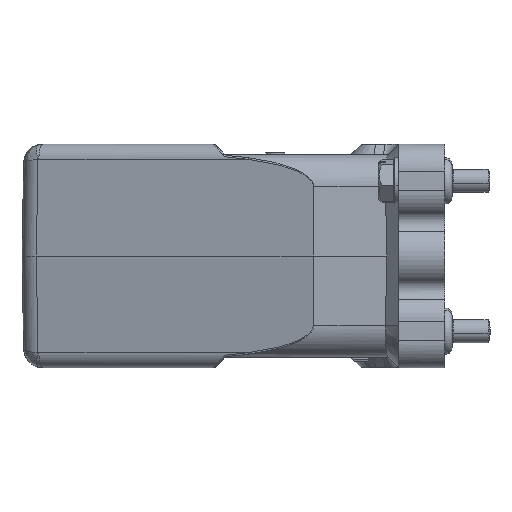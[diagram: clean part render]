
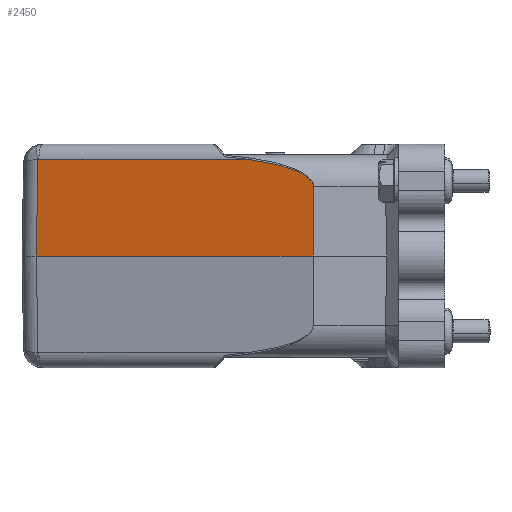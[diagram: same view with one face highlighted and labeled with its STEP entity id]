
A CAD part, left-side view. The second image highlights one B-rep face of the part: STEP entity #2450.
In plain terms, the highlighted planar face has unit normal (-0.966, 0.259, 0.018).
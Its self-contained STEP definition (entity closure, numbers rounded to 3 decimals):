
#743=PLANE('',#10807);
#1160=LINE('',#15701,#1857);
#1161=LINE('',#15708,#1858);
#1162=LINE('',#15710,#1859);
#1857=VECTOR('',#12026,1.);
#1858=VECTOR('',#12029,1.);
#1859=VECTOR('',#12030,1.);
#2450=ADVANCED_FACE('NONE',(#3104),#743,.T.);
#3104=FACE_OUTER_BOUND('',#3702,.T.);
#3702=EDGE_LOOP('',(#4961,#4962,#4963,#4964,#4965,#4966));
#4961=ORIENTED_EDGE('',*,*,#8738,.F.);
#4962=ORIENTED_EDGE('',*,*,#8741,.T.);
#4963=ORIENTED_EDGE('',*,*,#8804,.F.);
#4964=ORIENTED_EDGE('',*,*,#8805,.F.);
#4965=ORIENTED_EDGE('',*,*,#8806,.F.);
#4966=ORIENTED_EDGE('',*,*,#8802,.T.);
#7589=VERTEX_POINT('',#14490);
#7607=VERTEX_POINT('',#14927);
#7608=VERTEX_POINT('',#15010);
#7649=VERTEX_POINT('',#15702);
#7650=VERTEX_POINT('',#15709);
#7651=VERTEX_POINT('',#15711);
#8738=EDGE_CURVE('NONE',#7589,#7607,#9984,.T.);
#8741=EDGE_CURVE('NONE',#7589,#7608,#9987,.T.);
#8802=EDGE_CURVE('NONE',#7649,#7607,#1160,.T.);
#8804=EDGE_CURVE('NONE',#7650,#7608,#1161,.T.);
#8805=EDGE_CURVE('NONE',#7651,#7650,#1162,.T.);
#8806=EDGE_CURVE('NONE',#7649,#7651,#10027,.T.);
#9984=B_SPLINE_CURVE_WITH_KNOTS('',3,(#14923,#14924,#14925,#14926),
 .UNSPECIFIED.,.F.,.F.,(4,4),(0.,1.),.UNSPECIFIED.);
#9987=B_SPLINE_CURVE_WITH_KNOTS('',3,(#15011,#15012,#15013,#15014,#15015,
#15016,#15017),.UNSPECIFIED.,.F.,.F.,(4,3,4),(0.,0.01,1.),
 .UNSPECIFIED.);
#10027=B_SPLINE_CURVE_WITH_KNOTS('',3,(#15712,#15713,#15714,#15715,#15716,
#15717,#15718,#15719,#15720,#15721,#15722,#15723,#15724,#15725,#15726,#15727,
#15728,#15729,#15730,#15731,#15732,#15733,#15734,#15735,#15736,#15737,#15738,
#15739,#15740,#15741,#15742,#15743,#15744,#15745,#15746,#15747,#15748,#15749,
#15750,#15751,#15752,#15753,#15754,#15755,#15756,#15757,#15758,#15759,#15760,
#15761,#15762,#15763,#15764,#15765,#15766,#15767,#15768,#15769,#15770,#15771),
 .UNSPECIFIED.,.F.,.F.,(4,2,2,2,1,1,1,1,1,2,2,2,2,1,1,1,1,1,2,2,2,2,2,1,
1,1,1,1,1,2,2,2,2,2,2,2,2,4),(0.,0.063,0.094,
0.109,0.117,0.121,0.123,
0.124,0.125,0.125,0.125,
0.188,0.219,0.234,0.242,
0.246,0.248,0.249,0.25,
0.25,0.375,0.438,0.469,
0.484,0.492,0.496,0.498,
0.499,0.5,0.5,0.5,
0.625,0.688,0.75,0.813,
0.875,0.938,1.),.UNSPECIFIED.);
#10807=AXIS2_PLACEMENT_3D('',#15772,#12031,#12032);
#12026=DIRECTION('',(0.259,0.966,0.));
#12029=DIRECTION('',(0.259,0.966,0.));
#12030=DIRECTION('',(-0.017,0.002,-1.));
#12031=DIRECTION('',(-0.966,0.259,0.017));
#12032=DIRECTION('',(-0.259,-0.966,0.));
#14490=CARTESIAN_POINT('',(-41.907,105.857,25.04));
#14923=CARTESIAN_POINT('',(-41.907,105.857,25.04));
#14924=CARTESIAN_POINT('',(-41.928,105.778,25.06));
#14925=CARTESIAN_POINT('',(-41.95,105.697,25.07));
#14926=CARTESIAN_POINT('',(-41.972,105.615,25.07));
#14927=CARTESIAN_POINT('',(-41.972,105.615,25.07));
#15010=CARTESIAN_POINT('',(-42.243,106.295,0.));
#15011=CARTESIAN_POINT('',(-41.904,105.853,25.29));
#15012=CARTESIAN_POINT('',(-41.905,105.854,25.207));
#15013=CARTESIAN_POINT('',(-41.906,105.856,25.124));
#15014=CARTESIAN_POINT('',(-41.908,105.857,25.04));
#15015=CARTESIAN_POINT('',(-42.019,106.003,16.693));
#15016=CARTESIAN_POINT('',(-42.131,106.149,8.347));
#15017=CARTESIAN_POINT('',(-42.243,106.295,0.));
#15701=CARTESIAN_POINT('',(-40.827,109.887,25.07));
#15702=CARTESIAN_POINT('',(-56.529,51.287,25.07));
#15708=CARTESIAN_POINT('',(-41.25,110.,0.));
#15709=CARTESIAN_POINT('',(-61.483,34.49,0.));
#15710=CARTESIAN_POINT('',(-61.164,34.448,18.272));
#15711=CARTESIAN_POINT('',(-61.17,34.448,17.948));
#15712=CARTESIAN_POINT('',(-56.529,51.287,25.07));
#15713=CARTESIAN_POINT('',(-56.565,51.153,25.053));
#15714=CARTESIAN_POINT('',(-56.637,50.889,25.02));
#15715=CARTESIAN_POINT('',(-56.796,50.298,24.94));
#15716=CARTESIAN_POINT('',(-56.859,50.068,24.909));
#15717=CARTESIAN_POINT('',(-56.965,49.676,24.852));
#15718=CARTESIAN_POINT('',(-57.002,49.537,24.832));
#15719=CARTESIAN_POINT('',(-57.062,49.316,24.799));
#15720=CARTESIAN_POINT('',(-57.093,49.203,24.782));
#15721=CARTESIAN_POINT('',(-57.13,49.066,24.761));
#15722=CARTESIAN_POINT('',(-57.149,48.996,24.75));
#15723=CARTESIAN_POINT('',(-57.158,48.96,24.744));
#15724=CARTESIAN_POINT('',(-57.163,48.943,24.741));
#15725=CARTESIAN_POINT('',(-57.165,48.935,24.74));
#15726=CARTESIAN_POINT('',(-57.167,48.93,24.739));
#15727=CARTESIAN_POINT('',(-57.168,48.926,24.739));
#15728=CARTESIAN_POINT('',(-57.254,48.608,24.689));
#15729=CARTESIAN_POINT('',(-57.35,48.253,24.632));
#15730=CARTESIAN_POINT('',(-57.509,47.665,24.53));
#15731=CARTESIAN_POINT('',(-57.565,47.46,24.494));
#15732=CARTESIAN_POINT('',(-57.652,47.138,24.436));
#15733=CARTESIAN_POINT('',(-57.697,46.974,24.406));
#15734=CARTESIAN_POINT('',(-57.75,46.776,24.368));
#15735=CARTESIAN_POINT('',(-57.778,46.676,24.349));
#15736=CARTESIAN_POINT('',(-57.791,46.625,24.339));
#15737=CARTESIAN_POINT('',(-57.798,46.6,24.335));
#15738=CARTESIAN_POINT('',(-57.801,46.589,24.332));
#15739=CARTESIAN_POINT('',(-57.803,46.581,24.331));
#15740=CARTESIAN_POINT('',(-57.805,46.576,24.33));
#15741=CARTESIAN_POINT('',(-57.97,45.969,24.213));
#15742=CARTESIAN_POINT('',(-58.157,45.277,24.07));
#15743=CARTESIAN_POINT('',(-58.474,44.115,23.8));
#15744=CARTESIAN_POINT('',(-58.585,43.706,23.7));
#15745=CARTESIAN_POINT('',(-58.76,43.063,23.533));
#15746=CARTESIAN_POINT('',(-58.82,42.844,23.474));
#15747=CARTESIAN_POINT('',(-58.912,42.508,23.38));
#15748=CARTESIAN_POINT('',(-58.958,42.338,23.332));
#15749=CARTESIAN_POINT('',(-59.013,42.137,23.274));
#15750=CARTESIAN_POINT('',(-59.041,42.035,23.244));
#15751=CARTESIAN_POINT('',(-59.055,41.984,23.229));
#15752=CARTESIAN_POINT('',(-59.062,41.959,23.221));
#15753=CARTESIAN_POINT('',(-59.066,41.946,23.217));
#15754=CARTESIAN_POINT('',(-59.067,41.94,23.216));
#15755=CARTESIAN_POINT('',(-59.068,41.937,23.215));
#15756=CARTESIAN_POINT('',(-59.068,41.936,23.214));
#15757=CARTESIAN_POINT('',(-59.487,40.402,22.757));
#15758=CARTESIAN_POINT('',(-59.848,39.091,22.257));
#15759=CARTESIAN_POINT('',(-60.295,37.476,21.461));
#15760=CARTESIAN_POINT('',(-60.428,36.996,21.188));
#15761=CARTESIAN_POINT('',(-60.662,36.162,20.632));
#15762=CARTESIAN_POINT('',(-60.762,35.807,20.349));
#15763=CARTESIAN_POINT('',(-60.927,35.228,19.789));
#15764=CARTESIAN_POINT('',(-60.992,35.006,19.511));
#15765=CARTESIAN_POINT('',(-61.087,34.686,18.994));
#15766=CARTESIAN_POINT('',(-61.117,34.59,18.755));
#15767=CARTESIAN_POINT('',(-61.154,34.478,18.363));
#15768=CARTESIAN_POINT('',(-61.162,34.461,18.209));
#15769=CARTESIAN_POINT('',(-61.169,34.447,18.003));
#15770=CARTESIAN_POINT('',(-61.17,34.448,17.95));
#15771=CARTESIAN_POINT('',(-61.17,34.448,17.948));
#15772=CARTESIAN_POINT('',(-41.25,110.,0.));
